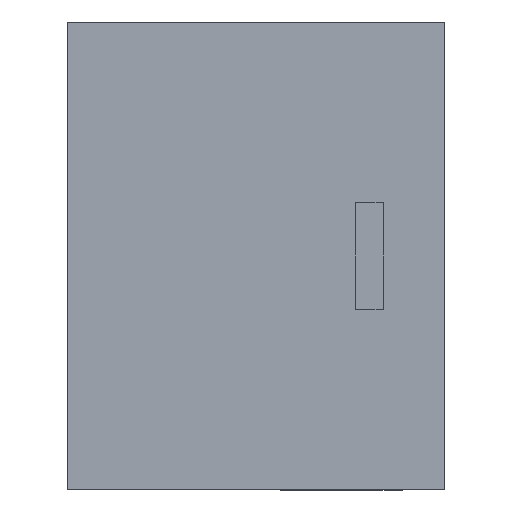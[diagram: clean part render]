
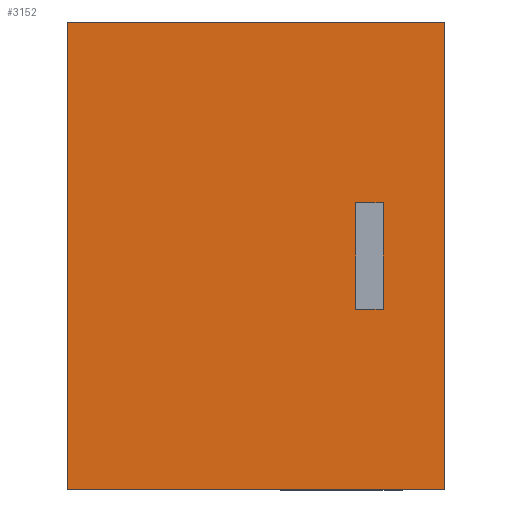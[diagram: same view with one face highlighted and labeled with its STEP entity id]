
A CAD part, left-side view. The second image highlights one B-rep face of the part: STEP entity #3152.
In plain terms, the highlighted planar face has unit normal (-1, 0, 0).
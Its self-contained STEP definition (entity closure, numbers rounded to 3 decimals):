
#148 = EDGE_CURVE ( 'NONE', #2182, #854, #1906, .T. ) ;
#152 = LINE ( 'NONE', #512, #2287 ) ;
#451 = VECTOR ( 'NONE', #1608, 1000. ) ;
#494 = CARTESIAN_POINT ( 'NONE',  ( -0.51, 0., -0.31 ) ) ;
#512 = CARTESIAN_POINT ( 'NONE',  ( -0.51, 0.081, 0.071 ) ) ;
#540 = EDGE_CURVE ( 'NONE', #2017, #3132, #3853, .T. ) ;
#656 = CARTESIAN_POINT ( 'NONE',  ( -0.51, 0.5, -0.31 ) ) ;
#675 = EDGE_CURVE ( 'NONE', #3951, #2066, #1569, .T. ) ;
#705 = ORIENTED_EDGE ( 'NONE', *, *, #675, .T. ) ;
#710 = VECTOR ( 'NONE', #1483, 1000. ) ;
#788 = EDGE_CURVE ( 'NONE', #2393, #1221, #2259, .T. ) ;
#854 = VERTEX_POINT ( 'NONE', #3169 ) ;
#866 = EDGE_CURVE ( 'NONE', #2182, #3951, #2589, .T. ) ;
#889 = ORIENTED_EDGE ( 'NONE', *, *, #1598, .T. ) ;
#904 = VECTOR ( 'NONE', #2867, 1000. ) ;
#910 = FACE_BOUND ( 'NONE', #1495, .T. ) ;
#1031 = DIRECTION ( 'NONE',  ( 0., 0., 1. ) ) ;
#1065 = DIRECTION ( 'NONE',  ( 1., 0., 0. ) ) ;
#1140 = EDGE_CURVE ( 'NONE', #3132, #2393, #3008, .T. ) ;
#1221 = VERTEX_POINT ( 'NONE', #1721 ) ;
#1258 = DIRECTION ( 'NONE',  ( 0., -1., 0. ) ) ;
#1337 = VECTOR ( 'NONE', #1258, 1000. ) ;
#1357 = CARTESIAN_POINT ( 'NONE',  ( -0.51, 0., 0.31 ) ) ;
#1399 = VECTOR ( 'NONE', #1031, 1000. ) ;
#1483 = DIRECTION ( 'NONE',  ( 0., 0., 1. ) ) ;
#1495 = EDGE_LOOP ( 'NONE', ( #4053, #2419, #2342, #889 ) ) ;
#1511 = VECTOR ( 'NONE', #2267, 1000. ) ;
#1569 = LINE ( 'NONE', #1838, #3263 ) ;
#1598 = EDGE_CURVE ( 'NONE', #1221, #2017, #152, .T. ) ;
#1608 = DIRECTION ( 'NONE',  ( 0., -1., 0. ) ) ;
#1705 = EDGE_LOOP ( 'NONE', ( #705, #2127, #3378, #1744 ) ) ;
#1721 = CARTESIAN_POINT ( 'NONE',  ( -0.51, 0.081, 0.071 ) ) ;
#1744 = ORIENTED_EDGE ( 'NONE', *, *, #866, .T. ) ;
#1838 = CARTESIAN_POINT ( 'NONE',  ( -0.51, 0., 0.31 ) ) ;
#1906 = LINE ( 'NONE', #1948, #1399 ) ;
#1948 = CARTESIAN_POINT ( 'NONE',  ( -0.51, 0.5, 0.31 ) ) ;
#2007 = CARTESIAN_POINT ( 'NONE',  ( -0.51, 0.118, -0.071 ) ) ;
#2017 = VERTEX_POINT ( 'NONE', #2351 ) ;
#2066 = VERTEX_POINT ( 'NONE', #1357 ) ;
#2127 = ORIENTED_EDGE ( 'NONE', *, *, #2683, .F. ) ;
#2129 = AXIS2_PLACEMENT_3D ( 'NONE', #3194, #1065, #2357 ) ;
#2147 = PLANE ( 'NONE',  #2129 ) ;
#2182 = VERTEX_POINT ( 'NONE', #656 ) ;
#2259 = LINE ( 'NONE', #3866, #451 ) ;
#2267 = DIRECTION ( 'NONE',  ( 0., 1., 0. ) ) ;
#2287 = VECTOR ( 'NONE', #2322, 1000. ) ;
#2322 = DIRECTION ( 'NONE',  ( 0., 0., -1. ) ) ;
#2342 = ORIENTED_EDGE ( 'NONE', *, *, #788, .T. ) ;
#2351 = CARTESIAN_POINT ( 'NONE',  ( -0.51, 0.081, -0.071 ) ) ;
#2357 = DIRECTION ( 'NONE',  ( 0., 0., -1. ) ) ;
#2393 = VERTEX_POINT ( 'NONE', #2696 ) ;
#2419 = ORIENTED_EDGE ( 'NONE', *, *, #1140, .T. ) ;
#2422 = CARTESIAN_POINT ( 'NONE',  ( -0.51, 0.118, -0.071 ) ) ;
#2589 = LINE ( 'NONE', #3228, #904 ) ;
#2683 = EDGE_CURVE ( 'NONE', #854, #2066, #3161, .T. ) ;
#2696 = CARTESIAN_POINT ( 'NONE',  ( -0.51, 0.118, 0.071 ) ) ;
#2858 = CARTESIAN_POINT ( 'NONE',  ( -0.51, 0.5, 0.31 ) ) ;
#2867 = DIRECTION ( 'NONE',  ( 0., -1., 0. ) ) ;
#3008 = LINE ( 'NONE', #3372, #710 ) ;
#3110 = DIRECTION ( 'NONE',  ( 0., 0., 1. ) ) ;
#3132 = VERTEX_POINT ( 'NONE', #2422 ) ;
#3152 = ADVANCED_FACE ( 'NONE', ( #4021, #910 ), #2147, .F. ) ;
#3161 = LINE ( 'NONE', #2858, #1337 ) ;
#3169 = CARTESIAN_POINT ( 'NONE',  ( -0.51, 0.5, 0.31 ) ) ;
#3194 = CARTESIAN_POINT ( 'NONE',  ( -0.51, 0.5, 0.31 ) ) ;
#3228 = CARTESIAN_POINT ( 'NONE',  ( -0.51, 0.5, -0.31 ) ) ;
#3263 = VECTOR ( 'NONE', #3110, 1000. ) ;
#3372 = CARTESIAN_POINT ( 'NONE',  ( -0.51, 0.118, 0.071 ) ) ;
#3378 = ORIENTED_EDGE ( 'NONE', *, *, #148, .F. ) ;
#3853 = LINE ( 'NONE', #2007, #1511 ) ;
#3866 = CARTESIAN_POINT ( 'NONE',  ( -0.51, 0.118, 0.071 ) ) ;
#3951 = VERTEX_POINT ( 'NONE', #494 ) ;
#4021 = FACE_OUTER_BOUND ( 'NONE', #1705, .T. ) ;
#4053 = ORIENTED_EDGE ( 'NONE', *, *, #540, .T. ) ;
